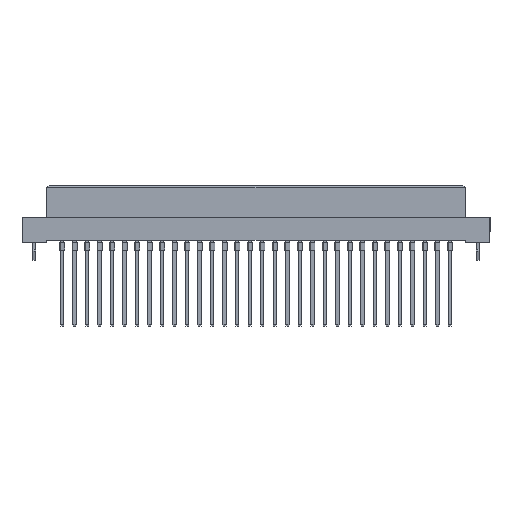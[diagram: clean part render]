
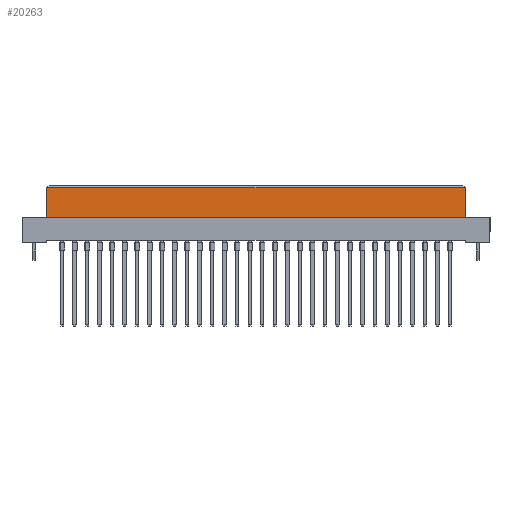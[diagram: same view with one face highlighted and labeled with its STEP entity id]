
A CAD part, top view. The second image highlights one B-rep face of the part: STEP entity #20263.
In plain terms, the highlighted planar face has unit normal (0, 0, 1).
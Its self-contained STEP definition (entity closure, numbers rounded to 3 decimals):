
#1056 = FACE_OUTER_BOUND ( 'NONE', #29220, .T. ) ;
#1123 = VECTOR ( 'NONE', #4981, 1000. ) ;
#1803 = DIRECTION ( 'NONE',  ( 0., 1., 0. ) ) ;
#2420 = VERTEX_POINT ( 'NONE', #4550 ) ;
#2641 = VECTOR ( 'NONE', #10891, 1000. ) ;
#4386 = ORIENTED_EDGE ( 'NONE', *, *, #21278, .T. ) ;
#4550 = CARTESIAN_POINT ( 'NONE',  ( 42.5, -6.4, 4.25 ) ) ;
#4981 = DIRECTION ( 'NONE',  ( 0., 1., 0. ) ) ;
#5172 = LINE ( 'NONE', #36880, #15728 ) ;
#6570 = VERTEX_POINT ( 'NONE', #36292 ) ;
#7551 = LINE ( 'NONE', #27166, #1123 ) ;
#8202 = LINE ( 'NONE', #23855, #15668 ) ;
#10761 = DIRECTION ( 'NONE',  ( 0., 0., 1. ) ) ;
#10891 = DIRECTION ( 'NONE',  ( -1., 0., 0. ) ) ;
#15447 = CARTESIAN_POINT ( 'NONE',  ( 42.5, -0.5, 4.25 ) ) ;
#15668 = VECTOR ( 'NONE', #20894, 1000. ) ;
#15728 = VECTOR ( 'NONE', #1803, 1000. ) ;
#17247 = VERTEX_POINT ( 'NONE', #20285 ) ;
#19644 = PLANE ( 'NONE',  #24258 ) ;
#20263 = ADVANCED_FACE ( 'NONE', ( #1056 ), #19644, .T. ) ;
#20285 = CARTESIAN_POINT ( 'NONE',  ( -42.5, -6.4, 4.25 ) ) ;
#20894 = DIRECTION ( 'NONE',  ( 1., 0., 0. ) ) ;
#21278 = EDGE_CURVE ( 'NONE', #23272, #6570, #26313, .T. ) ;
#22806 = CARTESIAN_POINT ( 'NONE',  ( 42.5, -6.4, 4.25 ) ) ;
#23272 = VERTEX_POINT ( 'NONE', #15447 ) ;
#23855 = CARTESIAN_POINT ( 'NONE',  ( 42.5, -6.4, 4.25 ) ) ;
#24258 = AXIS2_PLACEMENT_3D ( 'NONE', #22806, #10761, #32729 ) ;
#26282 = EDGE_CURVE ( 'NONE', #17247, #6570, #7551, .T. ) ;
#26313 = LINE ( 'NONE', #39208, #2641 ) ;
#27166 = CARTESIAN_POINT ( 'NONE',  ( -42.5, -6.4, 4.25 ) ) ;
#29220 = EDGE_LOOP ( 'NONE', ( #30133, #4386, #37570, #36139 ) ) ;
#30133 = ORIENTED_EDGE ( 'NONE', *, *, #36978, .T. ) ;
#32729 = DIRECTION ( 'NONE',  ( 1., 0., 0. ) ) ;
#35902 = EDGE_CURVE ( 'NONE', #17247, #2420, #8202, .T. ) ;
#36139 = ORIENTED_EDGE ( 'NONE', *, *, #35902, .T. ) ;
#36292 = CARTESIAN_POINT ( 'NONE',  ( -42.5, -0.5, 4.25 ) ) ;
#36880 = CARTESIAN_POINT ( 'NONE',  ( 42.5, -6.4, 4.25 ) ) ;
#36978 = EDGE_CURVE ( 'NONE', #2420, #23272, #5172, .T. ) ;
#37570 = ORIENTED_EDGE ( 'NONE', *, *, #26282, .F. ) ;
#39208 = CARTESIAN_POINT ( 'NONE',  ( -42.5, -0.5, 4.25 ) ) ;
